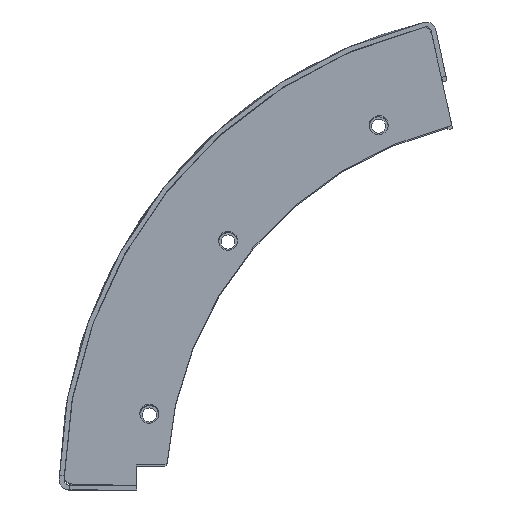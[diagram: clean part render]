
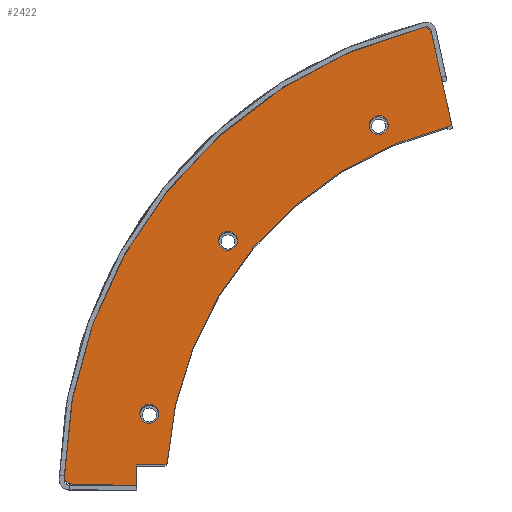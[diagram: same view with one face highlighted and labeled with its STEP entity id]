
A CAD part, front view. The second image highlights one B-rep face of the part: STEP entity #2422.
In plain terms, the highlighted planar face has unit normal (0, -1, 0).
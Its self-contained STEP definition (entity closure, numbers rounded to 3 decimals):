
#73=FACE_BOUND('',#438,.T.);
#74=FACE_BOUND('',#439,.T.);
#75=FACE_BOUND('',#440,.T.);
#196=PLANE('',#2773);
#304=FACE_OUTER_BOUND('',#437,.T.);
#437=EDGE_LOOP('',(#2045,#2046,#2047,#2048,#2049,#2050,#2051,#2052,#2053,
#2054,#2055,#2056));
#438=EDGE_LOOP('',(#2057,#2058));
#439=EDGE_LOOP('',(#2059,#2060));
#440=EDGE_LOOP('',(#2061,#2062));
#659=LINE('',#4932,#897);
#662=LINE('',#4938,#900);
#663=LINE('',#4942,#901);
#667=LINE('',#4955,#905);
#668=LINE('',#4957,#906);
#669=LINE('',#4959,#907);
#897=VECTOR('',#3264,1.5);
#900=VECTOR('',#3269,10.);
#901=VECTOR('',#3272,38.451);
#905=VECTOR('',#3284,16.899);
#906=VECTOR('',#3285,9.5);
#907=VECTOR('',#3286,11.849);
#997=CIRCLE('',#2774,3.5);
#998=CIRCLE('',#2775,198.);
#999=CIRCLE('',#2776,3.5);
#1000=CIRCLE('',#2777,1.);
#1001=CIRCLE('',#2778,155.);
#1002=CIRCLE('',#2779,1.);
#1003=CIRCLE('',#2780,4.);
#1004=CIRCLE('',#2781,4.);
#1005=CIRCLE('',#2782,4.);
#1006=CIRCLE('',#2783,4.);
#1007=CIRCLE('',#2784,4.);
#1008=CIRCLE('',#2785,4.);
#1183=VERTEX_POINT('',#4926);
#1185=VERTEX_POINT('',#4930);
#1187=VERTEX_POINT('',#4936);
#1188=VERTEX_POINT('',#4940);
#1189=VERTEX_POINT('',#4941);
#1192=VERTEX_POINT('',#4949);
#1193=VERTEX_POINT('',#4951);
#1194=VERTEX_POINT('',#4953);
#1195=VERTEX_POINT('',#4956);
#1196=VERTEX_POINT('',#4958);
#1197=VERTEX_POINT('',#4960);
#1198=VERTEX_POINT('',#4962);
#1199=VERTEX_POINT('',#4965);
#1200=VERTEX_POINT('',#4966);
#1201=VERTEX_POINT('',#4969);
#1202=VERTEX_POINT('',#4970);
#1203=VERTEX_POINT('',#4973);
#1204=VERTEX_POINT('',#4974);
#1485=EDGE_CURVE('',#1183,#1185,#659,.T.);
#1488=EDGE_CURVE('',#1187,#1185,#662,.T.);
#1489=EDGE_CURVE('',#1188,#1189,#663,.T.);
#1493=EDGE_CURVE('',#1192,#1189,#997,.T.);
#1494=EDGE_CURVE('',#1192,#1193,#998,.T.);
#1495=EDGE_CURVE('',#1194,#1193,#999,.T.);
#1496=EDGE_CURVE('',#1194,#1183,#667,.T.);
#1497=EDGE_CURVE('',#1187,#1195,#668,.T.);
#1498=EDGE_CURVE('',#1195,#1196,#669,.T.);
#1499=EDGE_CURVE('',#1197,#1196,#1000,.T.);
#1500=EDGE_CURVE('',#1197,#1198,#1001,.T.);
#1501=EDGE_CURVE('',#1188,#1198,#1002,.T.);
#1502=EDGE_CURVE('',#1199,#1200,#1003,.T.);
#1503=EDGE_CURVE('',#1200,#1199,#1004,.T.);
#1504=EDGE_CURVE('',#1201,#1202,#1005,.T.);
#1505=EDGE_CURVE('',#1202,#1201,#1006,.T.);
#1506=EDGE_CURVE('',#1203,#1204,#1007,.T.);
#1507=EDGE_CURVE('',#1204,#1203,#1008,.T.);
#2045=ORIENTED_EDGE('',*,*,#1489,.T.);
#2046=ORIENTED_EDGE('',*,*,#1493,.F.);
#2047=ORIENTED_EDGE('',*,*,#1494,.T.);
#2048=ORIENTED_EDGE('',*,*,#1495,.F.);
#2049=ORIENTED_EDGE('',*,*,#1496,.T.);
#2050=ORIENTED_EDGE('',*,*,#1485,.T.);
#2051=ORIENTED_EDGE('',*,*,#1488,.F.);
#2052=ORIENTED_EDGE('',*,*,#1497,.T.);
#2053=ORIENTED_EDGE('',*,*,#1498,.T.);
#2054=ORIENTED_EDGE('',*,*,#1499,.F.);
#2055=ORIENTED_EDGE('',*,*,#1500,.T.);
#2056=ORIENTED_EDGE('',*,*,#1501,.F.);
#2057=ORIENTED_EDGE('',*,*,#1502,.T.);
#2058=ORIENTED_EDGE('',*,*,#1503,.T.);
#2059=ORIENTED_EDGE('',*,*,#1504,.T.);
#2060=ORIENTED_EDGE('',*,*,#1505,.T.);
#2061=ORIENTED_EDGE('',*,*,#1506,.T.);
#2062=ORIENTED_EDGE('',*,*,#1507,.T.);
#2422=ADVANCED_FACE('',(#304,#73,#74,#75),#196,.T.);
#2773=AXIS2_PLACEMENT_3D('',#4948,#3276,#3277);
#2774=AXIS2_PLACEMENT_3D('',#4950,#3278,#3279);
#2775=AXIS2_PLACEMENT_3D('',#4952,#3280,#3281);
#2776=AXIS2_PLACEMENT_3D('',#4954,#3282,#3283);
#2777=AXIS2_PLACEMENT_3D('',#4961,#3287,#3288);
#2778=AXIS2_PLACEMENT_3D('',#4963,#3289,#3290);
#2779=AXIS2_PLACEMENT_3D('',#4964,#3291,#3292);
#2780=AXIS2_PLACEMENT_3D('',#4967,#3293,#3294);
#2781=AXIS2_PLACEMENT_3D('',#4968,#3295,#3296);
#2782=AXIS2_PLACEMENT_3D('',#4971,#3297,#3298);
#2783=AXIS2_PLACEMENT_3D('',#4972,#3299,#3300);
#2784=AXIS2_PLACEMENT_3D('',#4975,#3301,#3302);
#2785=AXIS2_PLACEMENT_3D('',#4976,#3303,#3304);
#3264=DIRECTION('',(0.,0.,-1.));
#3269=DIRECTION('',(-1.,0.,0.));
#3272=DIRECTION('',(-0.214,0.,0.977));
#3276=DIRECTION('center_axis',(0.,-1.,0.));
#3277=DIRECTION('ref_axis',(-0.977,0.,-0.214));
#3278=DIRECTION('center_axis',(0.,1.,0.));
#3279=DIRECTION('ref_axis',(-0.977,0.,-0.214));
#3280=DIRECTION('center_axis',(0.,-1.,0.));
#3281=DIRECTION('ref_axis',(0.977,0.,0.214));
#3282=DIRECTION('center_axis',(0.,1.,0.));
#3283=DIRECTION('ref_axis',(-0.977,0.,-0.214));
#3284=DIRECTION('',(1.,0.,0.));
#3285=DIRECTION('',(0.,0.,1.));
#3286=DIRECTION('',(1.,0.,0.));
#3287=DIRECTION('center_axis',(0.,1.,0.));
#3288=DIRECTION('ref_axis',(-0.977,0.,-0.214));
#3289=DIRECTION('center_axis',(0.,1.,0.));
#3290=DIRECTION('ref_axis',(-0.977,0.,-0.214));
#3291=DIRECTION('center_axis',(0.,1.,0.));
#3292=DIRECTION('ref_axis',(-0.977,0.,-0.214));
#3293=DIRECTION('center_axis',(0.,1.,0.));
#3294=DIRECTION('ref_axis',(-0.977,0.,-0.214));
#3295=DIRECTION('center_axis',(0.,1.,0.));
#3296=DIRECTION('ref_axis',(-0.977,0.,-0.214));
#3297=DIRECTION('center_axis',(0.,1.,0.));
#3298=DIRECTION('ref_axis',(-0.977,0.,-0.214));
#3299=DIRECTION('center_axis',(0.,1.,0.));
#3300=DIRECTION('ref_axis',(-0.977,0.,-0.214));
#3301=DIRECTION('center_axis',(0.,1.,0.));
#3302=DIRECTION('ref_axis',(-0.977,0.,-0.214));
#3303=DIRECTION('center_axis',(0.,1.,0.));
#3304=DIRECTION('ref_axis',(-0.977,0.,-0.214));
#4926=CARTESIAN_POINT('',(-777.559,123.,0.5));
#4930=CARTESIAN_POINT('',(-777.559,123.,-1.));
#4932=CARTESIAN_POINT('',(-777.559,123.,0.5));
#4936=CARTESIAN_POINT('',(-767.559,123.,-1.));
#4938=CARTESIAN_POINT('',(-777.559,123.,-1.));
#4940=CARTESIAN_POINT('',(-635.376,123.,151.92));
#4941=CARTESIAN_POINT('',(-643.615,123.,189.477));
#4942=CARTESIAN_POINT('',(-635.165,123.,150.958));
#4948=CARTESIAN_POINT('Origin',(-761.645,123.,48.488));
#4949=CARTESIAN_POINT('',(-647.881,123.,192.124));
#4950=CARTESIAN_POINT('Origin',(-647.034,123.,188.727));
#4951=CARTESIAN_POINT('',(-797.958,123.,4.072));
#4952=CARTESIAN_POINT('Origin',(-600.,123.,0.));
#4953=CARTESIAN_POINT('',(-794.459,123.,0.5));
#4954=CARTESIAN_POINT('Origin',(-794.459,123.,4.));
#4955=CARTESIAN_POINT('',(-767.559,123.,0.5));
#4956=CARTESIAN_POINT('',(-767.559,123.,8.5));
#4957=CARTESIAN_POINT('',(-767.559,123.,0.5));
#4958=CARTESIAN_POINT('',(-755.71,123.,8.5));
#4959=CARTESIAN_POINT('',(-767.559,123.,8.5));
#4960=CARTESIAN_POINT('',(-754.712,123.,9.439));
#4961=CARTESIAN_POINT('Origin',(-755.71,123.,9.5));
#4962=CARTESIAN_POINT('',(-636.12,123.,150.733));
#4963=CARTESIAN_POINT('Origin',(-600.,123.,0.));
#4964=CARTESIAN_POINT('Origin',(-636.353,123.,151.705));
#4965=CARTESIAN_POINT('',(-766.157,123.,29.143));
#4966=CARTESIAN_POINT('',(-758.343,123.,30.857));
#4967=CARTESIAN_POINT('Origin',(-762.25,123.,30.));
#4968=CARTESIAN_POINT('Origin',(-762.25,123.,30.));
#4969=CARTESIAN_POINT('',(-733.11,123.,101.767));
#4970=CARTESIAN_POINT('',(-725.296,123.,103.481));
#4971=CARTESIAN_POINT('Origin',(-729.203,123.,102.624));
#4972=CARTESIAN_POINT('Origin',(-729.203,123.,102.624));
#4973=CARTESIAN_POINT('',(-669.85,123.,150.393));
#4974=CARTESIAN_POINT('',(-662.035,123.,152.107));
#4975=CARTESIAN_POINT('Origin',(-665.943,123.,151.25));
#4976=CARTESIAN_POINT('Origin',(-665.943,123.,151.25));
